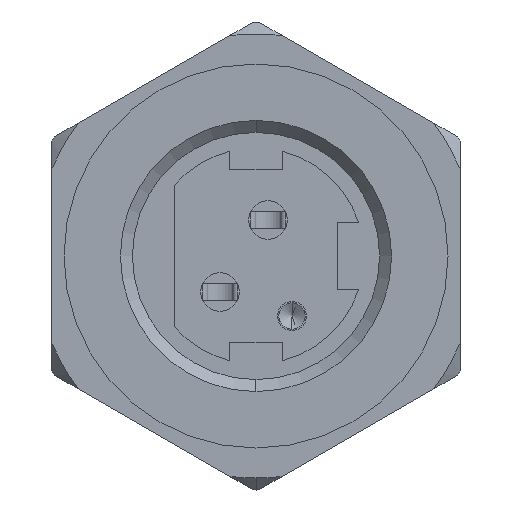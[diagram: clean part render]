
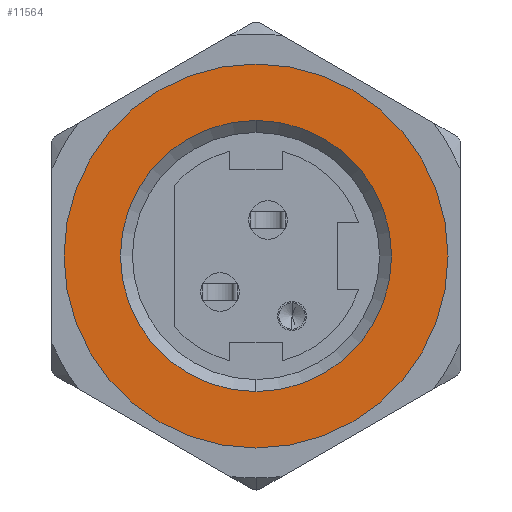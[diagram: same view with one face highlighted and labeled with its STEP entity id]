
A CAD part, left-side view. The second image highlights one B-rep face of the part: STEP entity #11564.
In plain terms, the highlighted planar face has unit normal (-1, 0, 0).
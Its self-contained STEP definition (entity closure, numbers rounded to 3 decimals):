
#230 = EDGE_CURVE ( 'NONE', #9761, #2840, #610, .T. ) ;
#278 = EDGE_LOOP ( 'NONE', ( #593, #11925 ) ) ;
#434 = EDGE_CURVE ( 'NONE', #4847, #895, #12357, .T. ) ;
#593 = ORIENTED_EDGE ( 'NONE', *, *, #8135, .T. ) ;
#610 = CIRCLE ( 'NONE', #848, 8. ) ;
#635 = FACE_OUTER_BOUND ( 'NONE', #278, .T. ) ;
#811 = DIRECTION ( 'NONE',  ( 1., 0., 0. ) ) ;
#832 = AXIS2_PLACEMENT_3D ( 'NONE', #4989, #5209, #12770 ) ;
#848 = AXIS2_PLACEMENT_3D ( 'NONE', #3651, #2724, #9196 ) ;
#895 = VERTEX_POINT ( 'NONE', #14274 ) ;
#1901 = DIRECTION ( 'NONE',  ( 0., 0., 1. ) ) ;
#2724 = DIRECTION ( 'NONE',  ( -1., 0., 0. ) ) ;
#2840 = VERTEX_POINT ( 'NONE', #9322 ) ;
#3562 = DIRECTION ( 'NONE',  ( 0., 0., -1. ) ) ;
#3651 = CARTESIAN_POINT ( 'NONE',  ( 0., 0., 0. ) ) ;
#3784 = DIRECTION ( 'NONE',  ( 1., 0., 0. ) ) ;
#3877 = EDGE_CURVE ( 'NONE', #895, #4847, #4953, .T. ) ;
#4452 = AXIS2_PLACEMENT_3D ( 'NONE', #13542, #3784, #3562 ) ;
#4517 = CIRCLE ( 'NONE', #11263, 8. ) ;
#4707 = CARTESIAN_POINT ( 'NONE',  ( 0., 0., 5.65 ) ) ;
#4847 = VERTEX_POINT ( 'NONE', #4707 ) ;
#4953 = CIRCLE ( 'NONE', #9605, 5.65 ) ;
#4989 = CARTESIAN_POINT ( 'NONE',  ( 0., 8., 0. ) ) ;
#5063 = PLANE ( 'NONE',  #832 ) ;
#5209 = DIRECTION ( 'NONE',  ( 1., 0., 0. ) ) ;
#5535 = DIRECTION ( 'NONE',  ( 0., 0., -1. ) ) ;
#6045 = EDGE_LOOP ( 'NONE', ( #6413, #12860 ) ) ;
#6413 = ORIENTED_EDGE ( 'NONE', *, *, #434, .T. ) ;
#8135 = EDGE_CURVE ( 'NONE', #2840, #9761, #4517, .T. ) ;
#9196 = DIRECTION ( 'NONE',  ( 0., 0., 1. ) ) ;
#9322 = CARTESIAN_POINT ( 'NONE',  ( 0., 0., 8. ) ) ;
#9605 = AXIS2_PLACEMENT_3D ( 'NONE', #10769, #811, #5535 ) ;
#9761 = VERTEX_POINT ( 'NONE', #10347 ) ;
#10347 = CARTESIAN_POINT ( 'NONE',  ( 0., 0., -8. ) ) ;
#10769 = CARTESIAN_POINT ( 'NONE',  ( 0., 0., 0. ) ) ;
#11263 = AXIS2_PLACEMENT_3D ( 'NONE', #13977, #12958, #1901 ) ;
#11564 = ADVANCED_FACE ( 'NONE', ( #13933, #635 ), #5063, .F. ) ;
#11925 = ORIENTED_EDGE ( 'NONE', *, *, #230, .T. ) ;
#12357 = CIRCLE ( 'NONE', #4452, 5.65 ) ;
#12770 = DIRECTION ( 'NONE',  ( 0., 0., -1. ) ) ;
#12860 = ORIENTED_EDGE ( 'NONE', *, *, #3877, .T. ) ;
#12958 = DIRECTION ( 'NONE',  ( -1., 0., 0. ) ) ;
#13542 = CARTESIAN_POINT ( 'NONE',  ( 0., 0., 0. ) ) ;
#13933 = FACE_BOUND ( 'NONE', #6045, .T. ) ;
#13977 = CARTESIAN_POINT ( 'NONE',  ( 0., 0., 0. ) ) ;
#14274 = CARTESIAN_POINT ( 'NONE',  ( 0., 0., -5.65 ) ) ;
